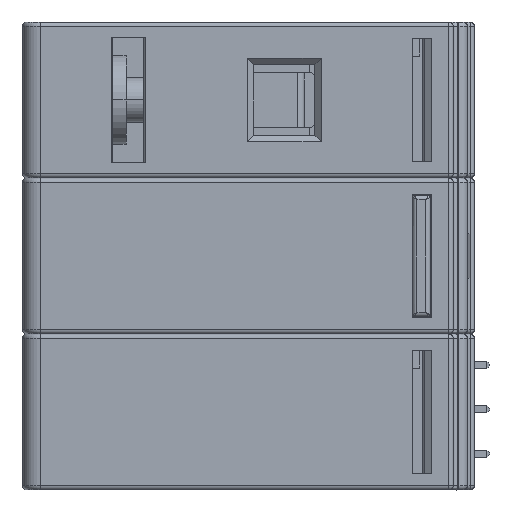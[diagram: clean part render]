
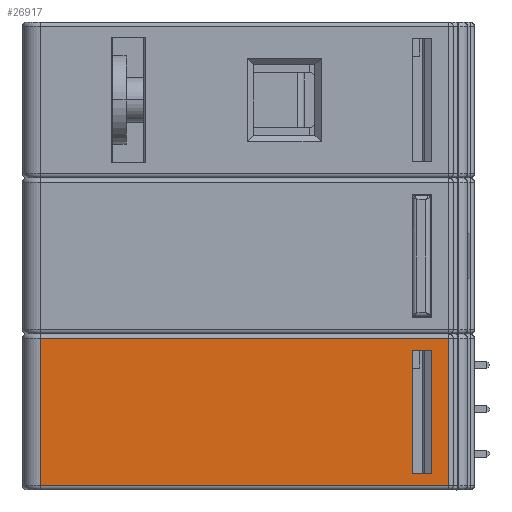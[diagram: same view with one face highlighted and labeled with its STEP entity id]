
A CAD part, left-side view. The second image highlights one B-rep face of the part: STEP entity #26917.
In plain terms, the highlighted planar face has unit normal (-1, 0, 0).
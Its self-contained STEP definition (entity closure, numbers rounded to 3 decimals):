
#11952=DIRECTION('',(0.,-1.,0.));
#11953=VECTOR('',#11952,2.2);
#11954=CARTESIAN_POINT('',(-40.,0.,-6.95));
#11955=LINE('',#11954,#11953);
#11959=DIRECTION('',(0.,0.,1.));
#11960=VECTOR('',#11959,13.9);
#11961=CARTESIAN_POINT('',(-40.,-2.2,-6.95));
#11962=LINE('',#11961,#11960);
#11966=DIRECTION('',(0.,1.,0.));
#11967=VECTOR('',#11966,2.2);
#11968=CARTESIAN_POINT('',(-40.,-2.2,6.95));
#11969=LINE('',#11968,#11967);
#11973=DIRECTION('',(0.,0.,-1.));
#11974=VECTOR('',#11973,13.9);
#11975=CARTESIAN_POINT('',(-40.,0.,6.95));
#11976=LINE('',#11975,#11974);
#11980=DIRECTION('',(0.,0.,1.));
#11981=VECTOR('',#11980,16.6);
#11982=CARTESIAN_POINT('',(-40.,-4.1,-8.3));
#11983=LINE('',#11982,#11981);
#11987=DIRECTION('',(0.,0.,-1.));
#11988=VECTOR('',#11987,16.6);
#11989=CARTESIAN_POINT('',(-40.,42.,8.3));
#11990=LINE('',#11989,#11988);
#12438=DIRECTION('',(0.,1.,0.));
#12439=VECTOR('',#12438,46.1);
#12440=CARTESIAN_POINT('',(-40.,-4.1,8.3));
#12441=LINE('',#12440,#12439);
#13162=DIRECTION('',(0.,-1.,0.));
#13163=VECTOR('',#13162,46.1);
#13164=CARTESIAN_POINT('',(-40.,42.,-8.3));
#13165=LINE('',#13164,#13163);
#16822=CARTESIAN_POINT('',(-40.,42.,8.3));
#16823=VERTEX_POINT('',#16822);
#16873=CARTESIAN_POINT('',(-40.,42.,-8.3));
#16875=VERTEX_POINT('',#16873);
#17266=CARTESIAN_POINT('',(-40.,0.,-6.95));
#17267=CARTESIAN_POINT('',(-40.,-2.2,-6.95));
#17268=VERTEX_POINT('',#17266);
#17269=VERTEX_POINT('',#17267);
#17270=CARTESIAN_POINT('',(-40.,-2.2,6.95));
#17271=VERTEX_POINT('',#17270);
#17272=CARTESIAN_POINT('',(-40.,0.,6.95));
#17273=VERTEX_POINT('',#17272);
#17302=CARTESIAN_POINT('',(-40.,-4.1,-8.3));
#17304=VERTEX_POINT('',#17302);
#17312=CARTESIAN_POINT('',(-40.,-4.1,8.3));
#17313=VERTEX_POINT('',#17312);
#26895=CARTESIAN_POINT('',(-40.,44.,-8.9));
#26896=DIRECTION('',(-1.,0.,0.));
#26897=DIRECTION('',(0.,-1.,0.));
#26898=AXIS2_PLACEMENT_3D('',#26895,#26896,#26897);
#26899=PLANE('',#26898);
#26901=ORIENTED_EDGE('',*,*,#26900,.F.);
#26903=ORIENTED_EDGE('',*,*,#26902,.F.);
#26905=ORIENTED_EDGE('',*,*,#26904,.F.);
#26906=ORIENTED_EDGE('',*,*,#26887,.F.);
#26907=EDGE_LOOP('',(#26901,#26903,#26905,#26906));
#26908=FACE_OUTER_BOUND('',#26907,.F.);
#26909=ORIENTED_EDGE('',*,*,#19660,.T.);
#26911=ORIENTED_EDGE('',*,*,#26910,.T.);
#26913=ORIENTED_EDGE('',*,*,#26912,.T.);
#26914=ORIENTED_EDGE('',*,*,#19705,.T.);
#26915=EDGE_LOOP('',(#26909,#26911,#26913,#26914));
#26916=FACE_BOUND('',#26915,.F.);
#19660=EDGE_CURVE('',#17268,#17269,#11955,.T.);
#19705=EDGE_CURVE('',#17273,#17268,#11976,.T.);
#26887=EDGE_CURVE('',#16823,#16875,#11990,.T.);
#26900=EDGE_CURVE('',#17313,#16823,#12441,.T.);
#26902=EDGE_CURVE('',#17304,#17313,#11983,.T.);
#26904=EDGE_CURVE('',#16875,#17304,#13165,.T.);
#26910=EDGE_CURVE('',#17269,#17271,#11962,.T.);
#26912=EDGE_CURVE('',#17271,#17273,#11969,.T.);
#26917=ADVANCED_FACE('',(#26908,#26916),#26899,.T.);
